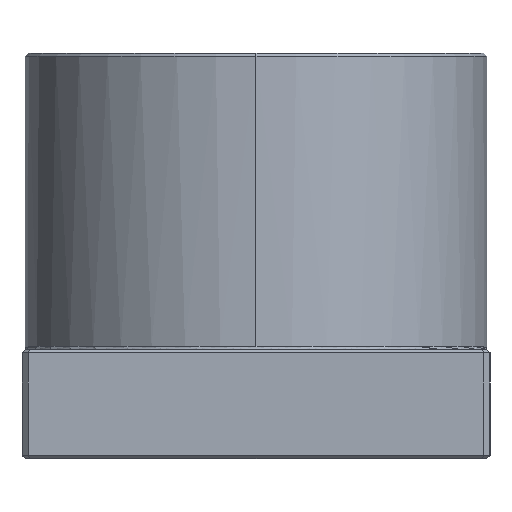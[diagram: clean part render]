
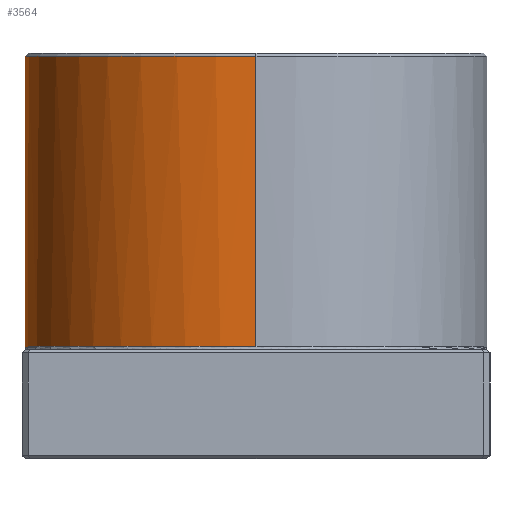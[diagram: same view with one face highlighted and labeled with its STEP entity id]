
A CAD part, left-side view. The second image highlights one B-rep face of the part: STEP entity #3564.
In plain terms, the highlighted cylindrical face has radius 74 mm (diameter 148 mm), a partial arc.
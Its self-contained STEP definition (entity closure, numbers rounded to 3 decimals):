
#42 = DIRECTION ( 'NONE',  ( 1., 0., 0. ) ) ;
#54 = CARTESIAN_POINT ( 'NONE',  ( -74., 0., 129. ) ) ;
#108 = VERTEX_POINT ( 'NONE', #694 ) ;
#146 = DIRECTION ( 'NONE',  ( 0., 0., 1. ) ) ;
#158 = CARTESIAN_POINT ( 'NONE',  ( 74., 0., 36. ) ) ;
#207 = EDGE_CURVE ( 'NONE', #3424, #2207, #1006, .T. ) ;
#247 = CARTESIAN_POINT ( 'NONE',  ( 0., 0., 36. ) ) ;
#259 = CARTESIAN_POINT ( 'NONE',  ( 0., 74., 35. ) ) ;
#292 = CARTESIAN_POINT ( 'NONE',  ( -8.035, 73.569, 35.838 ) ) ;
#388 = VERTEX_POINT ( 'NONE', #2575 ) ;
#409 = CYLINDRICAL_SURFACE ( 'NONE', #2763, 74. ) ;
#419 = EDGE_CURVE ( 'NONE', #751, #1340, #1901, .T. ) ;
#426 = EDGE_LOOP ( 'NONE', ( #2727, #3417, #931, #477, #1150, #2880, #1809 ) ) ;
#447 = DIRECTION ( 'NONE',  ( 0., 0., -1. ) ) ;
#477 = ORIENTED_EDGE ( 'NONE', *, *, #419, .T. ) ;
#551 = DIRECTION ( 'NONE',  ( 1., 0., 0. ) ) ;
#596 = CARTESIAN_POINT ( 'NONE',  ( -11.044, 73.178, 36. ) ) ;
#607 = EDGE_CURVE ( 'NONE', #1340, #108, #3606, .T. ) ;
#657 = AXIS2_PLACEMENT_3D ( 'NONE', #1878, #146, #2163 ) ;
#694 = CARTESIAN_POINT ( 'NONE',  ( -12.044, 73.013, 36. ) ) ;
#751 = VERTEX_POINT ( 'NONE', #2718 ) ;
#772 = VECTOR ( 'NONE', #3688, 1000. ) ;
#803 = EDGE_CURVE ( 'NONE', #108, #388, #1479, .T. ) ;
#828 = AXIS2_PLACEMENT_3D ( 'NONE', #247, #2256, #551 ) ;
#871 = CARTESIAN_POINT ( 'NONE',  ( 10.041, 73.323, 35.96 ) ) ;
#931 = ORIENTED_EDGE ( 'NONE', *, *, #3468, .T. ) ;
#971 = CIRCLE ( 'NONE', #828, 74. ) ;
#998 = EDGE_CURVE ( 'NONE', #2937, #388, #3718, .T. ) ;
#1006 = LINE ( 'NONE', #2159, #3214 ) ;
#1150 = ORIENTED_EDGE ( 'NONE', *, *, #607, .T. ) ;
#1158 = CARTESIAN_POINT ( 'NONE',  ( 7.032, 73.672, 35.755 ) ) ;
#1276 = CARTESIAN_POINT ( 'NONE',  ( 0., 74., 35. ) ) ;
#1340 = VERTEX_POINT ( 'NONE', #1276 ) ;
#1441 = CARTESIAN_POINT ( 'NONE',  ( 2.013, 74., 35.236 ) ) ;
#1479 = CIRCLE ( 'NONE', #657, 74. ) ;
#1713 = DIRECTION ( 'NONE',  ( -1., 0., 0. ) ) ;
#1741 = CIRCLE ( 'NONE', #3139, 74. ) ;
#1755 = DIRECTION ( 'NONE',  ( 0., 0., -1. ) ) ;
#1809 = ORIENTED_EDGE ( 'NONE', *, *, #998, .F. ) ;
#1878 = CARTESIAN_POINT ( 'NONE',  ( 0., 0., 36. ) ) ;
#1901 = B_SPLINE_CURVE_WITH_KNOTS ( 'NONE', 3,
 ( #2590, #2290, #871, #2904, #1158, #3168, #1441, #3464 ),
 .UNSPECIFIED., .F., .F.,
 ( 4, 2, 2, 4 ),
 ( 0., 0.003, 0.006, 0.012 ),
 .UNSPECIFIED. ) ;
#1972 = CARTESIAN_POINT ( 'NONE',  ( -74., 0., 130. ) ) ;
#2010 = DIRECTION ( 'NONE',  ( 0., 0., -1. ) ) ;
#2013 = CARTESIAN_POINT ( 'NONE',  ( -7.032, 73.672, 35.755 ) ) ;
#2159 = CARTESIAN_POINT ( 'NONE',  ( 74., 0., 130. ) ) ;
#2163 = DIRECTION ( 'NONE',  ( 1., 0., 0. ) ) ;
#2207 = VERTEX_POINT ( 'NONE', #158 ) ;
#2256 = DIRECTION ( 'NONE',  ( 0., 0., 1. ) ) ;
#2290 = CARTESIAN_POINT ( 'NONE',  ( 11.044, 73.178, 36. ) ) ;
#2296 = CARTESIAN_POINT ( 'NONE',  ( -10.041, 73.323, 35.96 ) ) ;
#2575 = CARTESIAN_POINT ( 'NONE',  ( -74., 0., 36. ) ) ;
#2590 = CARTESIAN_POINT ( 'NONE',  ( 12.044, 73.013, 36. ) ) ;
#2605 = CARTESIAN_POINT ( 'NONE',  ( -12.044, 73.013, 36. ) ) ;
#2718 = CARTESIAN_POINT ( 'NONE',  ( 12.044, 73.013, 36. ) ) ;
#2727 = ORIENTED_EDGE ( 'NONE', *, *, #3650, .T. ) ;
#2763 = AXIS2_PLACEMENT_3D ( 'NONE', #3729, #2010, #1713 ) ;
#2880 = ORIENTED_EDGE ( 'NONE', *, *, #803, .T. ) ;
#2904 = CARTESIAN_POINT ( 'NONE',  ( 8.035, 73.569, 35.838 ) ) ;
#2937 = VERTEX_POINT ( 'NONE', #54 ) ;
#3139 = AXIS2_PLACEMENT_3D ( 'NONE', #3494, #1755, #42 ) ;
#3165 = CARTESIAN_POINT ( 'NONE',  ( -2.012, 74., 35.235 ) ) ;
#3168 = CARTESIAN_POINT ( 'NONE',  ( 4.023, 73.918, 35.472 ) ) ;
#3214 = VECTOR ( 'NONE', #447, 1000. ) ;
#3417 = ORIENTED_EDGE ( 'NONE', *, *, #207, .T. ) ;
#3424 = VERTEX_POINT ( 'NONE', #3653 ) ;
#3464 = CARTESIAN_POINT ( 'NONE',  ( 0., 74., 35. ) ) ;
#3468 = EDGE_CURVE ( 'NONE', #2207, #751, #971, .T. ) ;
#3494 = CARTESIAN_POINT ( 'NONE',  ( 0., 0., 129. ) ) ;
#3564 = ADVANCED_FACE ( 'NONE', ( #3568 ), #409, .T. ) ;
#3568 = FACE_OUTER_BOUND ( 'NONE', #426, .T. ) ;
#3606 = B_SPLINE_CURVE_WITH_KNOTS ( 'NONE', 3,
 ( #259, #3165, #3731, #2013, #292, #2296, #596, #2605 ),
 .UNSPECIFIED., .F., .F.,
 ( 4, 2, 2, 4 ),
 ( 0., 0.006, 0.009, 0.012 ),
 .UNSPECIFIED. ) ;
#3650 = EDGE_CURVE ( 'NONE', #2937, #3424, #1741, .T. ) ;
#3653 = CARTESIAN_POINT ( 'NONE',  ( 74., 0., 129. ) ) ;
#3688 = DIRECTION ( 'NONE',  ( 0., 0., -1. ) ) ;
#3718 = LINE ( 'NONE', #1972, #772 ) ;
#3729 = CARTESIAN_POINT ( 'NONE',  ( 0., 0., 130. ) ) ;
#3731 = CARTESIAN_POINT ( 'NONE',  ( -4.023, 73.918, 35.472 ) ) ;
